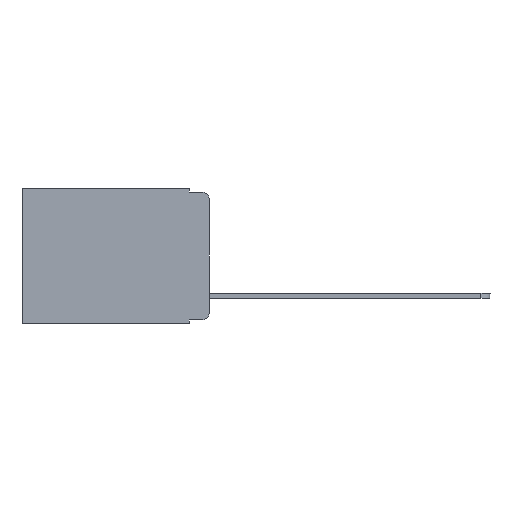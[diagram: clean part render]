
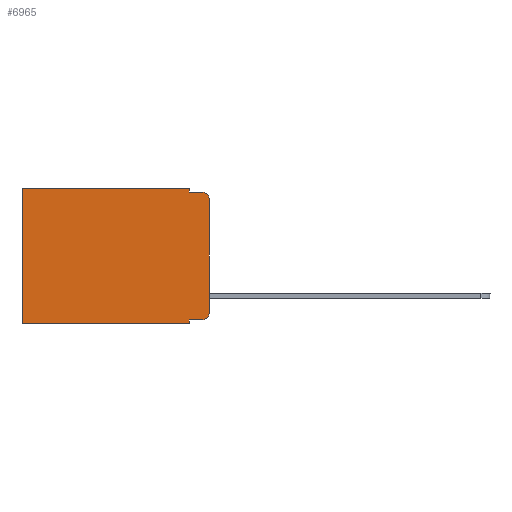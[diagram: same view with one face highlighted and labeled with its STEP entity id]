
A CAD part, left-side view. The second image highlights one B-rep face of the part: STEP entity #6965.
In plain terms, the highlighted planar face has unit normal (-1, 0, 0).
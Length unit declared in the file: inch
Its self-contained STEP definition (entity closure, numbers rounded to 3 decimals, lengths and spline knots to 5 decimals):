
#259 = CARTESIAN_POINT ( 'NONE',  ( 0.298, 0.051, 0. ) ) ;
#581 = EDGE_CURVE ( 'NONE', #7293, #10197, #767, .T. ) ;
#608 = EDGE_CURVE ( 'NONE', #9116, #726, #2756, .T. ) ;
#678 = CARTESIAN_POINT ( 'NONE',  ( 0.298, 0.473, 0. ) ) ;
#726 = VERTEX_POINT ( 'NONE', #10471 ) ;
#767 = LINE ( 'NONE', #5129, #5947 ) ;
#783 = EDGE_CURVE ( 'NONE', #7293, #2505, #6378, .T. ) ;
#878 = AXIS2_PLACEMENT_3D ( 'NONE', #2644, #5974, #8426 ) ;
#907 = CARTESIAN_POINT ( 'NONE',  ( 0.298, 0.02, -0.01 ) ) ;
#974 = CARTESIAN_POINT ( 'NONE',  ( 0.298, 0.473, 0. ) ) ;
#1051 = VECTOR ( 'NONE', #10258, 39.37008 ) ;
#1479 = CARTESIAN_POINT ( 'NONE',  ( 0.298, 0.02, -0.333 ) ) ;
#1687 = EDGE_CURVE ( 'NONE', #9116, #7703, #3098, .T. ) ;
#1717 = EDGE_CURVE ( 'NONE', #2505, #4325, #6870, .T. ) ;
#1812 = ORIENTED_EDGE ( 'NONE', *, *, #1717, .T. ) ;
#1832 = PLANE ( 'NONE',  #878 ) ;
#2301 = VECTOR ( 'NONE', #8109, 39.37008 ) ;
#2432 = LINE ( 'NONE', #5775, #6366 ) ;
#2505 = VERTEX_POINT ( 'NONE', #1479 ) ;
#2644 = CARTESIAN_POINT ( 'NONE',  ( 0.298, 0., 0. ) ) ;
#2748 = LINE ( 'NONE', #974, #1051 ) ;
#2756 = LINE ( 'NONE', #259, #10449 ) ;
#3098 = LINE ( 'NONE', #6448, #5474 ) ;
#3121 = EDGE_CURVE ( 'NONE', #10197, #3980, #2432, .T. ) ;
#3224 = DIRECTION ( 'NONE',  ( 0., 0., -1. ) ) ;
#3663 = VERTEX_POINT ( 'NONE', #907 ) ;
#3980 = VERTEX_POINT ( 'NONE', #10011 ) ;
#4193 = ORIENTED_EDGE ( 'NONE', *, *, #10168, .F. ) ;
#4325 = VERTEX_POINT ( 'NONE', #8018 ) ;
#4354 = DIRECTION ( 'NONE',  ( 0., 0., -1. ) ) ;
#4732 = CARTESIAN_POINT ( 'NONE',  ( 0.298, 0.051, -0.333 ) ) ;
#4823 = CARTESIAN_POINT ( 'NONE',  ( 0.298, 0., 0. ) ) ;
#5067 = EDGE_CURVE ( 'NONE', #7543, #4325, #9902, .T. ) ;
#5129 = CARTESIAN_POINT ( 'NONE',  ( 0.298, 0.051, 0. ) ) ;
#5275 = CARTESIAN_POINT ( 'NONE',  ( 0.298, 0.051, -0.343 ) ) ;
#5430 = CARTESIAN_POINT ( 'NONE',  ( 0.298, 0.02, -0.03 ) ) ;
#5474 = VECTOR ( 'NONE', #6497, 39.37008 ) ;
#5609 = ORIENTED_EDGE ( 'NONE', *, *, #1687, .T. ) ;
#5775 = CARTESIAN_POINT ( 'NONE',  ( 0.298, 0., -0.343 ) ) ;
#5785 = DIRECTION ( 'NONE',  ( 0., 0., -1. ) ) ;
#5884 = DIRECTION ( 'NONE',  ( -1., 0., 0. ) ) ;
#5947 = VECTOR ( 'NONE', #7620, 39.37008 ) ;
#5974 = DIRECTION ( 'NONE',  ( 1., 0., 0. ) ) ;
#6087 = DIRECTION ( 'NONE',  ( 0., -1., 0. ) ) ;
#6168 = AXIS2_PLACEMENT_3D ( 'NONE', #8283, #5884, #5785 ) ;
#6264 = CARTESIAN_POINT ( 'NONE',  ( 0.298, 0.051, -0.01 ) ) ;
#6366 = VECTOR ( 'NONE', #8270, 39.37008 ) ;
#6378 = LINE ( 'NONE', #4732, #2301 ) ;
#6448 = CARTESIAN_POINT ( 'NONE',  ( 0.298, 0., 0. ) ) ;
#6475 = EDGE_LOOP ( 'NONE', ( #7365, #10337, #4193, #7404, #5609, #7883, #7069, #7235, #9093, #1812 ) ) ;
#6497 = DIRECTION ( 'NONE',  ( 0., 1., 0. ) ) ;
#6870 = CIRCLE ( 'NONE', #6168, 0.02 ) ;
#6965 = ADVANCED_FACE ( 'NONE', ( #10040 ), #1832, .F. ) ;
#7004 = EDGE_CURVE ( 'NONE', #7703, #3980, #2748, .T. ) ;
#7069 = ORIENTED_EDGE ( 'NONE', *, *, #3121, .F. ) ;
#7235 = ORIENTED_EDGE ( 'NONE', *, *, #581, .F. ) ;
#7293 = VERTEX_POINT ( 'NONE', #10578 ) ;
#7365 = ORIENTED_EDGE ( 'NONE', *, *, #5067, .F. ) ;
#7404 = ORIENTED_EDGE ( 'NONE', *, *, #608, .F. ) ;
#7531 = EDGE_CURVE ( 'NONE', #7543, #3663, #10496, .T. ) ;
#7543 = VERTEX_POINT ( 'NONE', #8789 ) ;
#7573 = AXIS2_PLACEMENT_3D ( 'NONE', #5430, #8843, #9424 ) ;
#7620 = DIRECTION ( 'NONE',  ( 0., 0., -1. ) ) ;
#7703 = VERTEX_POINT ( 'NONE', #678 ) ;
#7883 = ORIENTED_EDGE ( 'NONE', *, *, #7004, .T. ) ;
#8018 = CARTESIAN_POINT ( 'NONE',  ( 0.298, 0., -0.313 ) ) ;
#8109 = DIRECTION ( 'NONE',  ( 0., -1., 0. ) ) ;
#8270 = DIRECTION ( 'NONE',  ( 0., 1., 0. ) ) ;
#8283 = CARTESIAN_POINT ( 'NONE',  ( 0.298, 0.02, -0.313 ) ) ;
#8426 = DIRECTION ( 'NONE',  ( 0., 0., -1. ) ) ;
#8505 = CARTESIAN_POINT ( 'NONE',  ( 0.298, 0.051, 0. ) ) ;
#8789 = CARTESIAN_POINT ( 'NONE',  ( 0.298, 0., -0.03 ) ) ;
#8843 = DIRECTION ( 'NONE',  ( -1., 0., 0. ) ) ;
#8969 = VECTOR ( 'NONE', #6087, 39.37008 ) ;
#9093 = ORIENTED_EDGE ( 'NONE', *, *, #783, .T. ) ;
#9116 = VERTEX_POINT ( 'NONE', #8505 ) ;
#9424 = DIRECTION ( 'NONE',  ( 0., 0., -1. ) ) ;
#9495 = LINE ( 'NONE', #6264, #8969 ) ;
#9715 = VECTOR ( 'NONE', #3224, 39.37008 ) ;
#9902 = LINE ( 'NONE', #4823, #9715 ) ;
#10011 = CARTESIAN_POINT ( 'NONE',  ( 0.298, 0.473, -0.343 ) ) ;
#10040 = FACE_OUTER_BOUND ( 'NONE', #6475, .T. ) ;
#10168 = EDGE_CURVE ( 'NONE', #726, #3663, #9495, .T. ) ;
#10197 = VERTEX_POINT ( 'NONE', #5275 ) ;
#10258 = DIRECTION ( 'NONE',  ( 0., 0., -1. ) ) ;
#10337 = ORIENTED_EDGE ( 'NONE', *, *, #7531, .T. ) ;
#10449 = VECTOR ( 'NONE', #4354, 39.37008 ) ;
#10471 = CARTESIAN_POINT ( 'NONE',  ( 0.298, 0.051, -0.01 ) ) ;
#10496 = CIRCLE ( 'NONE', #7573, 0.02 ) ;
#10578 = CARTESIAN_POINT ( 'NONE',  ( 0.298, 0.051, -0.333 ) ) ;
